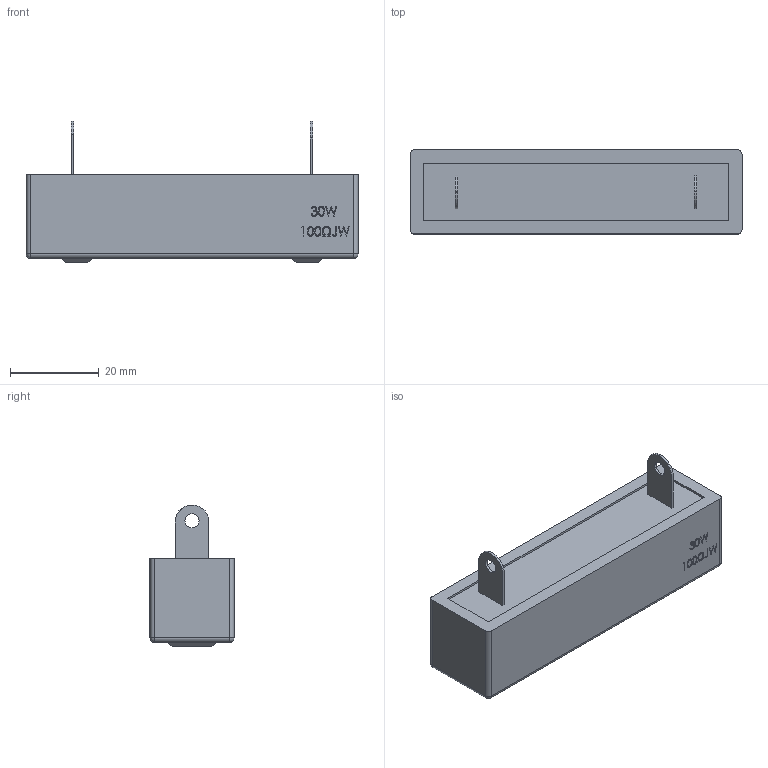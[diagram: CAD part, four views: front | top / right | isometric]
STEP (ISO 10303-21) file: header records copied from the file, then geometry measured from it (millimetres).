
FILE_DESCRIPTION (( 'STEP AP203' ), '1' );
FILE_NAME ('WPRT30S.STEP', '2015-10-19T12:19:41', ( '' ), ( '' ), 'SwSTEP 2.0', 'SolidWorks 2015', '' );
FILE_SCHEMA (( 'CONFIG_CONTROL_DESIGN' ));
Length unit declared in the file: millimetre
Products named in the file (1): WPRT30S
Bounding box: 75 x 19 x 32 mm (x, y, z)
Surface area: 6779.4 mm2 (no closed solid volume)
Topology: 0 solids, 3 shells, 63 faces, 227 edges, 179 vertices
Faces by surface type: plane 43, cylinder 16, sphere 4
Entity records: 3452 total; most frequent: CARTESIAN_POINT 1458, ORIENTED_EDGE 438, DIRECTION 327, EDGE_CURVE 223, VERTEX_POINT 179, VECTOR 135, LINE 135, AXIS2_PLACEMENT_3D 96
